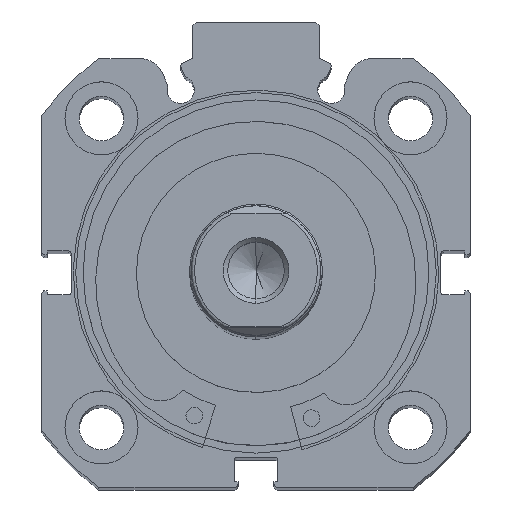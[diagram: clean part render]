
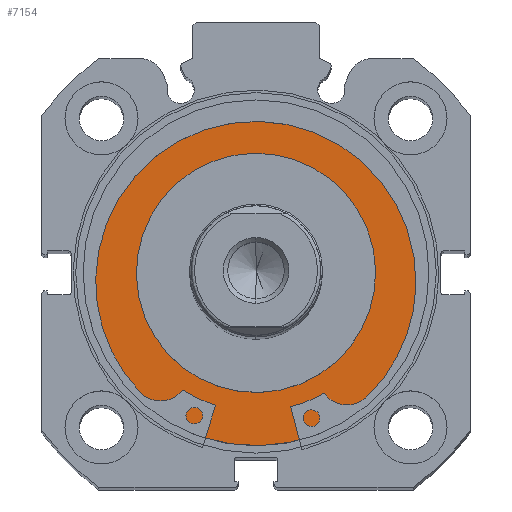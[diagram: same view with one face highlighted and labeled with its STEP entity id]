
A CAD part, top view. The second image highlights one B-rep face of the part: STEP entity #7154.
In plain terms, the highlighted face is planar.
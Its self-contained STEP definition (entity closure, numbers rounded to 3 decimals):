
#75 = EDGE_CURVE ( 'NONE', #1521, #1673, #3039, .T. ) ;
#120 = EDGE_CURVE ( 'NONE', #1460, #1388, #3098, .T. ) ;
#126 = EDGE_CURVE ( 'NONE', #1388, #1460, #3106, .T. ) ;
#130 = EDGE_CURVE ( 'NONE', #1673, #1521, #3113, .T. ) ;
#224 = DIRECTION ( 'NONE',  ( 0., 0., 1. ) ) ;
#226 = DIRECTION ( 'NONE',  ( -1., 0., 0. ) ) ;
#227 = CARTESIAN_POINT ( 'NONE',  ( 3.5, 0., 0. ) ) ;
#1213 = ORIENTED_EDGE ( 'NONE', *, *, #75, .F. ) ;
#1216 = ORIENTED_EDGE ( 'NONE', *, *, #130, .F. ) ;
#1217 = ORIENTED_EDGE ( 'NONE', *, *, #120, .T. ) ;
#1232 = ORIENTED_EDGE ( 'NONE', *, *, #126, .T. ) ;
#1332 = EDGE_LOOP ( 'NONE', ( #1213, #1216 ) ) ;
#1368 = EDGE_LOOP ( 'NONE', ( #1217, #1232 ) ) ;
#1388 = VERTEX_POINT ( 'NONE', #4062 ) ;
#1460 = VERTEX_POINT ( 'NONE', #4124 ) ;
#1521 = VERTEX_POINT ( 'NONE', #4178 ) ;
#1673 = VERTEX_POINT ( 'NONE', #4303 ) ;
#2236 = AXIS2_PLACEMENT_3D ( 'NONE', #227, #226, #224 ) ;
#2254 = AXIS2_PLACEMENT_3D ( 'NONE', #3994, #3995, #3996 ) ;
#2262 = AXIS2_PLACEMENT_3D ( 'NONE', #4007, #4011, #4012 ) ;
#2265 = AXIS2_PLACEMENT_3D ( 'NONE', #4015, #4022, #4023 ) ;
#2685 = AXIS2_PLACEMENT_3D ( 'NONE', #6288, #6290, #6291 ) ;
#3039 = CIRCLE ( 'NONE', #2236, 18. ) ;
#3098 = CIRCLE ( 'NONE', #2254, 26. ) ;
#3106 = CIRCLE ( 'NONE', #2262, 26. ) ;
#3113 = CIRCLE ( 'NONE', #2265, 18. ) ;
#3994 = CARTESIAN_POINT ( 'NONE',  ( 3.5, 0., 0. ) ) ;
#3995 = DIRECTION ( 'NONE',  ( -1., 0., 0. ) ) ;
#3996 = DIRECTION ( 'NONE',  ( 0., 0., 1. ) ) ;
#4007 = CARTESIAN_POINT ( 'NONE',  ( 3.5, 0., 0. ) ) ;
#4011 = DIRECTION ( 'NONE',  ( -1., 0., 0. ) ) ;
#4012 = DIRECTION ( 'NONE',  ( 0., 0., 1. ) ) ;
#4015 = CARTESIAN_POINT ( 'NONE',  ( 3.5, 0., 0. ) ) ;
#4022 = DIRECTION ( 'NONE',  ( -1., 0., 0. ) ) ;
#4023 = DIRECTION ( 'NONE',  ( 0., 0., 1. ) ) ;
#4062 = CARTESIAN_POINT ( 'NONE',  ( 3.5, 0., -26. ) ) ;
#4124 = CARTESIAN_POINT ( 'NONE',  ( 3.5, 0., 26. ) ) ;
#4178 = CARTESIAN_POINT ( 'NONE',  ( 3.5, 0., 18. ) ) ;
#4303 = CARTESIAN_POINT ( 'NONE',  ( 3.5, 0., -18. ) ) ;
#6288 = CARTESIAN_POINT ( 'NONE',  ( 3.5, 26., 0. ) ) ;
#6289 = PLANE ( 'NONE',  #2685 ) ;
#6290 = DIRECTION ( 'NONE',  ( 1., 0., 0. ) ) ;
#6291 = DIRECTION ( 'NONE',  ( 0., 0., -1. ) ) ;
#6794 = FACE_BOUND ( 'NONE', #1332, .T. ) ;
#6805 = FACE_OUTER_BOUND ( 'NONE', #1368, .T. ) ;
#7154 = ADVANCED_FACE ( 'NONE', ( #6794, #6805 ), #6289, .F. ) ;
